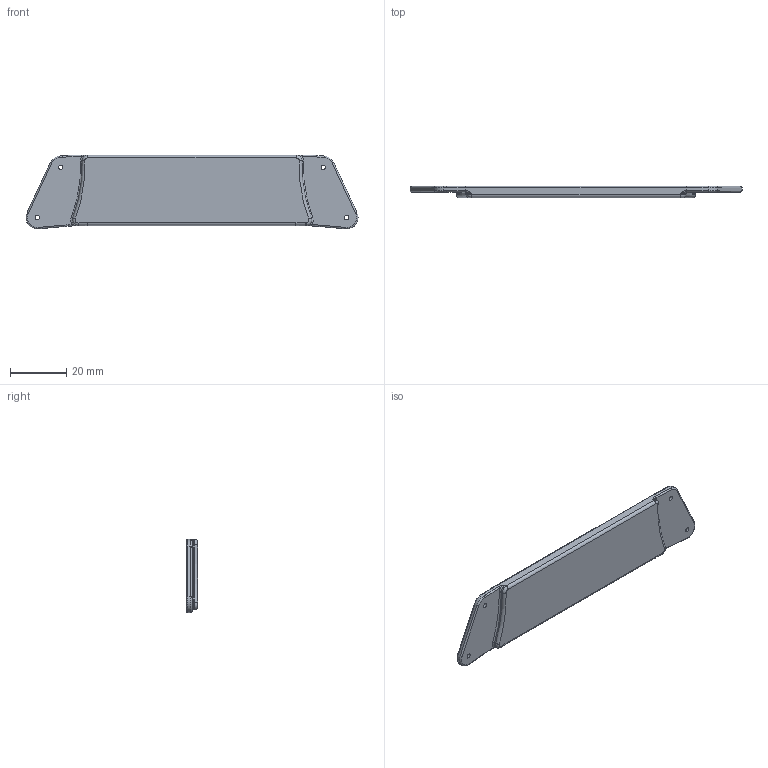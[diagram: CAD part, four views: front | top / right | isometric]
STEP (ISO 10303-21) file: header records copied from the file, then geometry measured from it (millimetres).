
FILE_DESCRIPTION (( 'STEP AP214' ), '1' );
FILE_NAME ('bridge11.19.STEP', '2020-11-19T19:50:37', ( '' ), ( '' ), 'SwSTEP 2.0', 'SolidWorks 2014', '' );
FILE_SCHEMA (( 'AUTOMOTIVE_DESIGN' ));
Length unit declared in the file: millimetre
Products named in the file (1): bridge11.19
Bounding box: 117.98 x 4 x 26.18 mm (x, y, z)
Volume: 9403.3 mm3; surface area: 6344.3 mm2
Topology: 1 solids, 1 shells, 108 faces, 264 edges, 156 vertices
Faces by surface type: cylinder 51, torus 37, plane 16, bspline 4
Entity records: 3377 total; most frequent: CARTESIAN_POINT 724, DIRECTION 619, ORIENTED_EDGE 520, AXIS2_PLACEMENT_3D 267, EDGE_CURVE 260, CIRCLE 162, VERTEX_POINT 156, EDGE_LOOP 118
